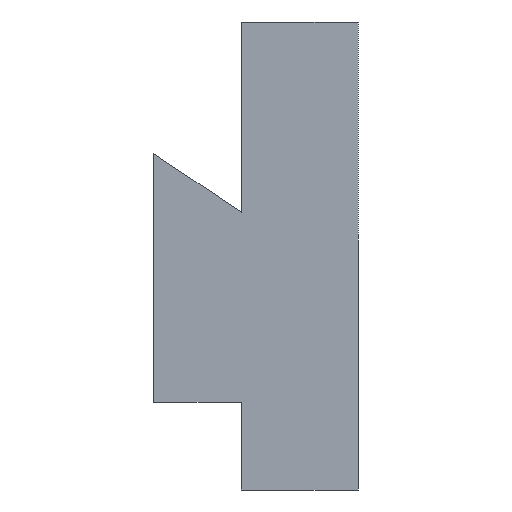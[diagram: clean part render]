
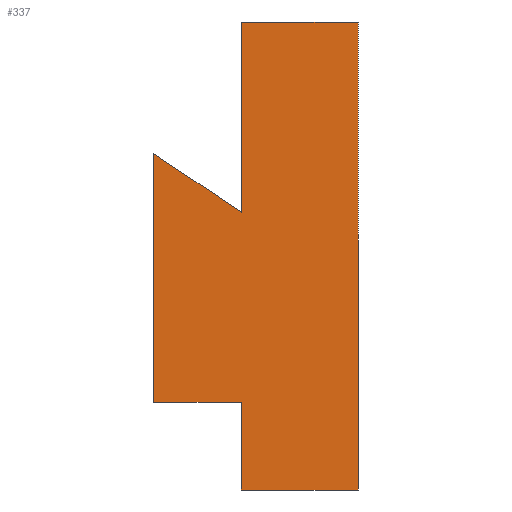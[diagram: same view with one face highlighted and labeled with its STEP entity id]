
A CAD part, front view. The second image highlights one B-rep face of the part: STEP entity #337.
In plain terms, the highlighted planar face has unit normal (0, -1, 0).
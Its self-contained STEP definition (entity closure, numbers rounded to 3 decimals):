
#31=FACE_OUTER_BOUND('',#48,.T.);
#48=EDGE_LOOP('',(#296,#297,#298,#299,#300,#301,#302,#303));
#61=LINE('',#488,#106);
#65=LINE('',#495,#110);
#82=LINE('',#529,#127);
#84=LINE('',#534,#129);
#87=LINE('',#539,#132);
#89=LINE('',#542,#134);
#90=LINE('',#544,#135);
#93=LINE('',#550,#138);
#106=VECTOR('',#400,10.);
#110=VECTOR('',#406,10.);
#127=VECTOR('',#431,10.);
#129=VECTOR('',#435,10.);
#132=VECTOR('',#440,10.);
#134=VECTOR('',#444,10.);
#135=VECTOR('',#447,10.);
#138=VECTOR('',#456,10.);
#149=VERTEX_POINT('',#485);
#150=VERTEX_POINT('',#487);
#152=VERTEX_POINT('',#493);
#164=VERTEX_POINT('',#526);
#165=VERTEX_POINT('',#528);
#166=VERTEX_POINT('',#532);
#167=VERTEX_POINT('',#533);
#168=VERTEX_POINT('',#538);
#181=EDGE_CURVE('',#149,#150,#61,.T.);
#185=EDGE_CURVE('',#152,#149,#65,.T.);
#202=EDGE_CURVE('',#164,#165,#82,.T.);
#204=EDGE_CURVE('',#166,#167,#84,.T.);
#207=EDGE_CURVE('',#168,#166,#87,.T.);
#209=EDGE_CURVE('',#165,#168,#89,.T.);
#210=EDGE_CURVE('',#150,#164,#90,.T.);
#213=EDGE_CURVE('',#167,#152,#93,.T.);
#296=ORIENTED_EDGE('',*,*,#213,.F.);
#297=ORIENTED_EDGE('',*,*,#204,.F.);
#298=ORIENTED_EDGE('',*,*,#207,.F.);
#299=ORIENTED_EDGE('',*,*,#209,.F.);
#300=ORIENTED_EDGE('',*,*,#202,.F.);
#301=ORIENTED_EDGE('',*,*,#210,.F.);
#302=ORIENTED_EDGE('',*,*,#181,.F.);
#303=ORIENTED_EDGE('',*,*,#185,.F.);
#320=PLANE('',#377);
#337=ADVANCED_FACE('',(#31),#320,.F.);
#377=AXIS2_PLACEMENT_3D('',#551,#457,#458);
#400=DIRECTION('',(0.,0.,1.));
#406=DIRECTION('',(-1.,0.,0.));
#431=DIRECTION('',(0.,0.,1.));
#435=DIRECTION('',(1.,0.,0.));
#440=DIRECTION('',(0.,0.,1.));
#444=DIRECTION('',(0.832,0.,-0.555));
#447=DIRECTION('',(-1.,0.,0.));
#456=DIRECTION('',(0.,0.,-1.));
#457=DIRECTION('center_axis',(0.,1.,0.));
#458=DIRECTION('ref_axis',(0.,0.,1.));
#485=CARTESIAN_POINT('',(-4.,0.,-16.));
#487=CARTESIAN_POINT('',(-4.,0.,-13.));
#488=CARTESIAN_POINT('',(-4.,0.,-16.));
#493=CARTESIAN_POINT('',(0.,0.,-16.));
#495=CARTESIAN_POINT('',(0.,0.,-16.));
#526=CARTESIAN_POINT('',(-7.,0.,-13.));
#528=CARTESIAN_POINT('',(-7.,0.,-4.5));
#529=CARTESIAN_POINT('',(-7.,0.,-13.));
#532=CARTESIAN_POINT('',(-4.,0.,0.));
#533=CARTESIAN_POINT('',(0.,0.,0.));
#534=CARTESIAN_POINT('',(-4.,0.,0.));
#538=CARTESIAN_POINT('',(-4.,0.,-6.5));
#539=CARTESIAN_POINT('',(-4.,0.,-6.5));
#542=CARTESIAN_POINT('',(-7.,0.,-4.5));
#544=CARTESIAN_POINT('',(-4.,0.,-13.));
#550=CARTESIAN_POINT('',(0.,0.,0.));
#551=CARTESIAN_POINT('Origin',(-3.083,0.,-8.02));
